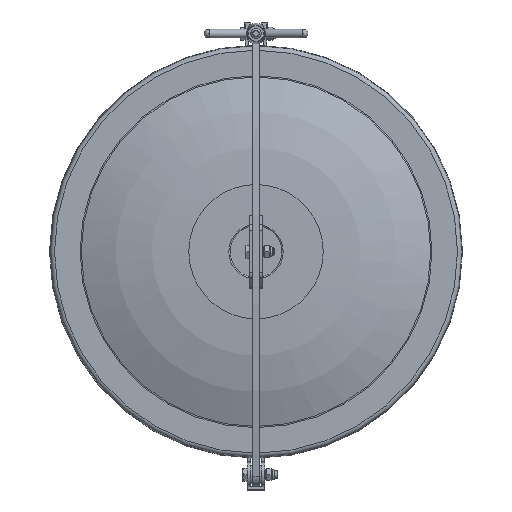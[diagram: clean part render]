
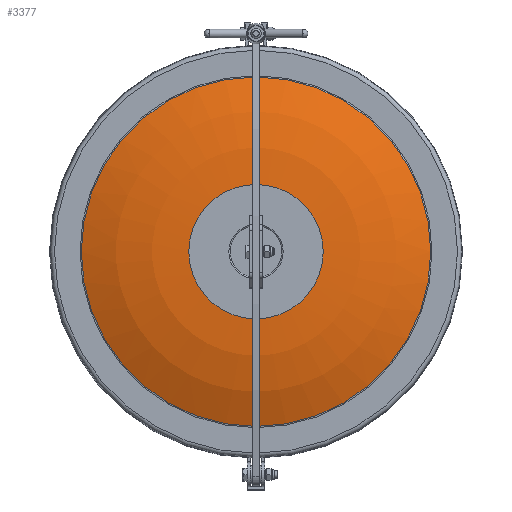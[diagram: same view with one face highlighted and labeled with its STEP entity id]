
A CAD part, top view. The second image highlights one B-rep face of the part: STEP entity #3377.
In plain terms, the highlighted toroidal (fillet/blend) face has major radius 110 mm and minor radius 436.47 mm.
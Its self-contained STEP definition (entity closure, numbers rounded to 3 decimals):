
#90=DEGENERATE_TOROIDAL_SURFACE('',#4484,110.,436.47,.T.);
#952=ORIENTED_EDGE('',*,*,#1724,.T.);
#953=ORIENTED_EDGE('',*,*,#1723,.F.);
#1723=EDGE_CURVE('',#2134,#2134,#2411,.T.);
#1724=EDGE_CURVE('',#2135,#2135,#2412,.T.);
#2134=VERTEX_POINT('',#6207);
#2135=VERTEX_POINT('',#6210);
#2411=CIRCLE('',#4483,110.);
#2412=CIRCLE('',#4485,286.04);
#2663=EDGE_LOOP('',(#952));
#2664=EDGE_LOOP('',(#953));
#3025=FACE_BOUND('',#2663,.T.);
#3026=FACE_BOUND('',#2664,.T.);
#3377=ADVANCED_FACE('',(#3025,#3026),#90,.T.);
#4483=AXIS2_PLACEMENT_3D('',#6206,#5115,#5116);
#4484=AXIS2_PLACEMENT_3D('',#6208,#5117,#5118);
#4485=AXIS2_PLACEMENT_3D('',#6209,#5119,#5120);
#5115=DIRECTION('',(0.,0.,1.));
#5116=DIRECTION('',(1.,0.,0.));
#5117=DIRECTION('',(0.,0.,1.));
#5118=DIRECTION('',(1.,0.,0.));
#5119=DIRECTION('',(0.,0.,1.));
#5120=DIRECTION('',(1.,0.,0.));
#6206=CARTESIAN_POINT('',(0.,0.,54.));
#6207=CARTESIAN_POINT('',(110.,0.,54.));
#6208=CARTESIAN_POINT('',(0.,0.,-382.47));
#6209=CARTESIAN_POINT('',(0.,0.,16.925));
#6210=CARTESIAN_POINT('',(286.04,0.,16.925));
